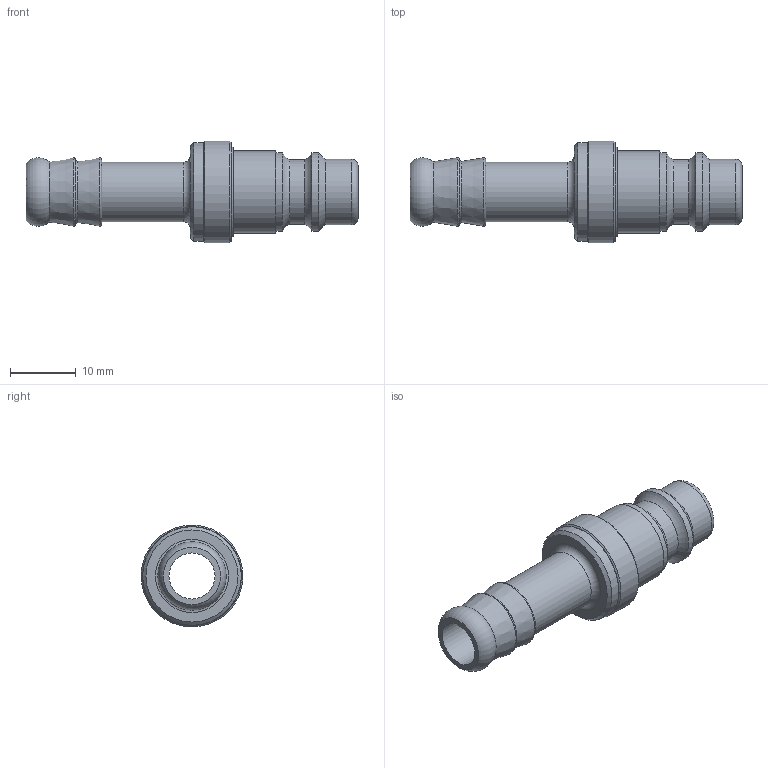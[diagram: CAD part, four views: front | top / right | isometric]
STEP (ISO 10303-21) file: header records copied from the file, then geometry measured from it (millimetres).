
FILE_DESCRIPTION((''),'2;1');
FILE_NAME('26sftf09mxx0.stp','2013-05-21T13:50:31',('IA176480'),(''),'Autodesk Inventor 2011','Autodesk Inventor 2011','');
FILE_SCHEMA(('AUTOMOTIVE_DESIGN { 1 0 10303 214 1 1 1 1 }'));
Length unit declared in the file: millimetre
Products named in the file (3): D106590; D106040; D103012
Assembly tree (2 placements, depth 2):
  D106590
    D106040
    D103012
Bounding box: 50.5 x 15.49 x 15.49 mm (x, y, z)
Volume: 2884.6 mm3; surface area: 3538.8 mm2
Topology: 2 solids, 2 shells, 37 faces, 68 edges, 39 vertices
Faces by surface type: cylinder 12, cone 9, plane 8, torus 7, bspline 1
Full cylindrical faces by diameter (mm): 7 x1, 9.1 x1, 9.75 x1, 10 x1, 12 x2, 12.5 x1, 13.85 x1, 14 x1, 14.05 x1, 15 x1, 15.5 x1
Entity records: 933 total; most frequent: CARTESIAN_POINT 212, DIRECTION 154, AXIS2_PLACEMENT_3D 77, ORIENTED_EDGE 76, EDGE_LOOP 73, EDGE_CURVE 38, VERTEX_POINT 37, FACE_OUTER_BOUND 37
